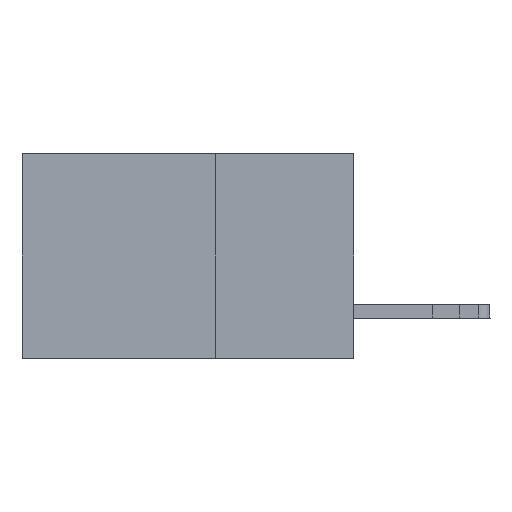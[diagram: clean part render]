
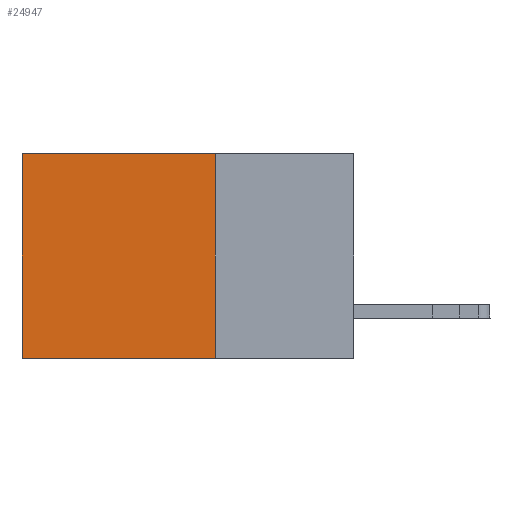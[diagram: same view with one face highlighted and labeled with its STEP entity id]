
A CAD part, left-side view. The second image highlights one B-rep face of the part: STEP entity #24947.
In plain terms, the highlighted planar face has unit normal (-1, 0, 0).
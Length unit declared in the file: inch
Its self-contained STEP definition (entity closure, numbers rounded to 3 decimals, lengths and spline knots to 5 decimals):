
#1954 = EDGE_CURVE ( 'NONE', #18560, #16882, #3162, .T. ) ;
#1965 = CARTESIAN_POINT ( 'NONE',  ( 0.2875, 0.25, 0. ) ) ;
#2336 = AXIS2_PLACEMENT_3D ( 'NONE', #12928, #11070, #21044 ) ;
#3160 = CARTESIAN_POINT ( 'NONE',  ( 0.2875, 0.6, 0. ) ) ;
#3162 = LINE ( 'NONE', #17075, #8358 ) ;
#3807 = CARTESIAN_POINT ( 'NONE',  ( 0.2875, 0.6, -0.37 ) ) ;
#5446 = CARTESIAN_POINT ( 'NONE',  ( 0.2875, 0.25, -0.37 ) ) ;
#6710 = DIRECTION ( 'NONE',  ( 0., 0., -1. ) ) ;
#7132 = ORIENTED_EDGE ( 'NONE', *, *, #1954, .T. ) ;
#8358 = VECTOR ( 'NONE', #16936, 39.37008 ) ;
#8731 = VERTEX_POINT ( 'NONE', #16304 ) ;
#9970 = DIRECTION ( 'NONE',  ( 0., 0., -1. ) ) ;
#10218 = EDGE_CURVE ( 'NONE', #18560, #8731, #19950, .T. ) ;
#11070 = DIRECTION ( 'NONE',  ( 1., 0., 0. ) ) ;
#11470 = EDGE_LOOP ( 'NONE', ( #20509, #14383, #12577, #7132 ) ) ;
#12471 = VECTOR ( 'NONE', #6710, 39.37008 ) ;
#12577 = ORIENTED_EDGE ( 'NONE', *, *, #10218, .F. ) ;
#12928 = CARTESIAN_POINT ( 'NONE',  ( 0.2875, 0.25, 0. ) ) ;
#13052 = FACE_OUTER_BOUND ( 'NONE', #11470, .T. ) ;
#13251 = CARTESIAN_POINT ( 'NONE',  ( 0.2875, 0.6, 0. ) ) ;
#13366 = EDGE_CURVE ( 'NONE', #8731, #19436, #15548, .T. ) ;
#14383 = ORIENTED_EDGE ( 'NONE', *, *, #13366, .F. ) ;
#15220 = EDGE_CURVE ( 'NONE', #16882, #19436, #18790, .T. ) ;
#15548 = LINE ( 'NONE', #5446, #23411 ) ;
#16304 = CARTESIAN_POINT ( 'NONE',  ( 0.2875, 0.25, -0.37 ) ) ;
#16630 = VECTOR ( 'NONE', #9970, 39.37008 ) ;
#16882 = VERTEX_POINT ( 'NONE', #13251 ) ;
#16936 = DIRECTION ( 'NONE',  ( 0., 1., 0. ) ) ;
#17075 = CARTESIAN_POINT ( 'NONE',  ( 0.2875, 0.25, 0. ) ) ;
#17685 = CARTESIAN_POINT ( 'NONE',  ( 0.2875, 0.25, 0. ) ) ;
#18560 = VERTEX_POINT ( 'NONE', #17685 ) ;
#18790 = LINE ( 'NONE', #3160, #12471 ) ;
#19436 = VERTEX_POINT ( 'NONE', #3807 ) ;
#19950 = LINE ( 'NONE', #1965, #16630 ) ;
#20509 = ORIENTED_EDGE ( 'NONE', *, *, #15220, .T. ) ;
#20801 = PLANE ( 'NONE',  #2336 ) ;
#21044 = DIRECTION ( 'NONE',  ( 0., 0., -1. ) ) ;
#21952 = DIRECTION ( 'NONE',  ( 0., 1., 0. ) ) ;
#23411 = VECTOR ( 'NONE', #21952, 39.37008 ) ;
#24947 = ADVANCED_FACE ( 'NONE', ( #13052 ), #20801, .F. ) ;
